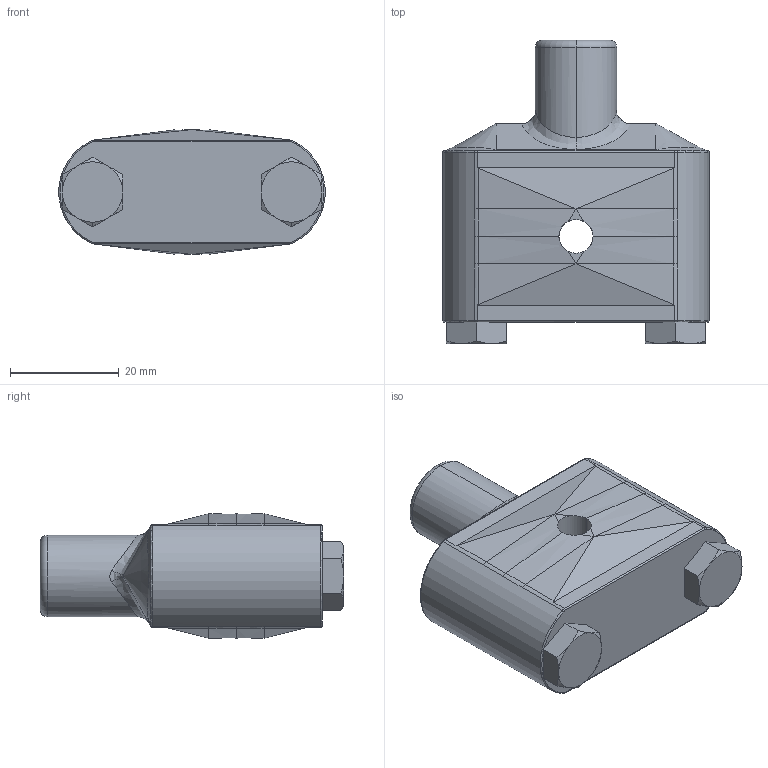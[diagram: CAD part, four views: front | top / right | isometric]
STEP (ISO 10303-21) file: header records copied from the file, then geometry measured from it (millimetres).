
FILE_DESCRIPTION (( 'STEP AP214' ), '1' );
FILE_NAME ('CSDH0.25T304ZP.STEP', '2023-06-10T15:51:59', ( '' ), ( '' ), 'SwSTEP 2.0', 'SolidWorks 2018', '' );
FILE_SCHEMA (( 'AUTOMOTIVE_DESIGN' ));
Length unit declared in the file: inch
Products named in the file (1): CSDH0.25T304ZP
Bounding box: 48.95 x 55.79 x 22.86 mm (x, y, z)
Volume: 32929.2 mm3; surface area: 7538.1 mm2
Topology: 1 solids, 1 shells, 134 faces, 314 edges, 179 vertices
Faces by surface type: plane 44, bspline 32, cylinder 24, cone 18, torus 14, sphere 2
Entity records: 4928 total; most frequent: CARTESIAN_POINT 2152, ORIENTED_EDGE 624, DIRECTION 482, EDGE_CURVE 312, AXIS2_PLACEMENT_3D 183, VERTEX_POINT 179, EDGE_LOOP 135, FACE_OUTER_BOUND 134
